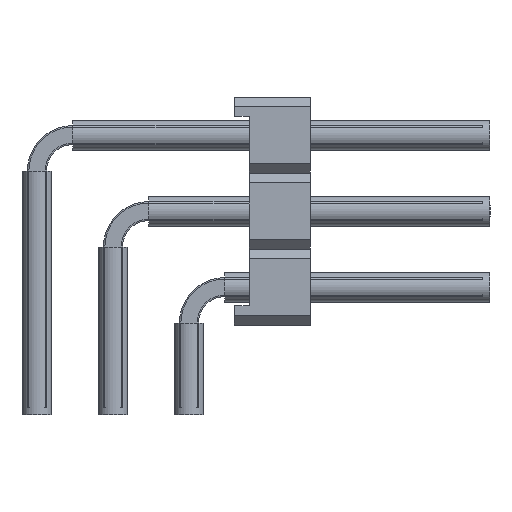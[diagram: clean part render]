
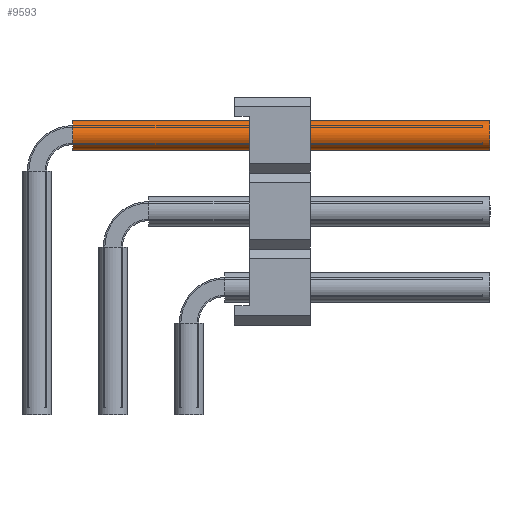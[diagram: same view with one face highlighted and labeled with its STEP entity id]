
A CAD part, left-side view. The second image highlights one B-rep face of the part: STEP entity #9593.
In plain terms, the highlighted cylindrical face has radius 0.5 mm (diameter 1 mm), a full revolution.
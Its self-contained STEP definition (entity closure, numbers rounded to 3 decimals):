
#5070=ORIENTED_EDGE('',*,*,#6520,.F.);
#5071=ORIENTED_EDGE('',*,*,#6521,.T.);
#6520=EDGE_CURVE('',#7460,#7460,#7840,.T.);
#6521=EDGE_CURVE('',#7461,#7461,#7841,.T.);
#7460=VERTEX_POINT('',#16024);
#7461=VERTEX_POINT('',#16026);
#7840=CIRCLE('',#10523,0.5);
#7841=CIRCLE('',#10524,0.5);
#8380=EDGE_LOOP('',(#5070));
#8381=EDGE_LOOP('',(#5071));
#8934=FACE_BOUND('',#8380,.T.);
#8935=FACE_BOUND('',#8381,.T.);
#9137=CYLINDRICAL_SURFACE('',#10522,0.5);
#9593=ADVANCED_FACE('',(#8934,#8935),#9137,.F.);
#10522=AXIS2_PLACEMENT_3D('',#16022,#13171,#13172);
#10523=AXIS2_PLACEMENT_3D('',#16023,#13173,#13174);
#10524=AXIS2_PLACEMENT_3D('',#16025,#13175,#13176);
#13171=DIRECTION('',(1.,0.,0.));
#13172=DIRECTION('',(0.,0.,-1.));
#13173=DIRECTION('',(-1.,0.,0.));
#13174=DIRECTION('',(0.,0.,1.));
#13175=DIRECTION('',(-1.,0.,0.));
#13176=DIRECTION('',(0.,0.,1.));
#16022=CARTESIAN_POINT('',(1.2,0.,9.35));
#16023=CARTESIAN_POINT('',(15.14,0.,9.35));
#16024=CARTESIAN_POINT('',(15.14,0.,9.85));
#16025=CARTESIAN_POINT('',(1.2,0.,9.35));
#16026=CARTESIAN_POINT('',(1.2,0.,9.85));
